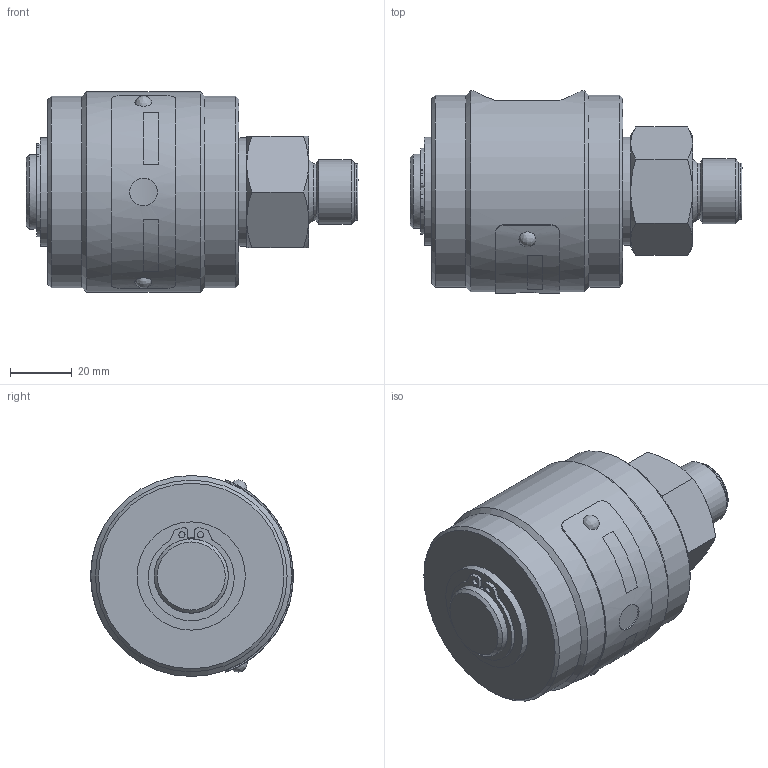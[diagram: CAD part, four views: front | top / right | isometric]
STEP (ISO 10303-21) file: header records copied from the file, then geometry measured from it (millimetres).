
FILE_DESCRIPTION (( 'STEP AP214' ), '1' );
FILE_NAME ('TUR-GSN13ACQ.STEP', '2016-08-22T13:06:28', ( '' ), ( '' ), 'SwSTEP 2.0', 'SolidWorks 2016', '' );
FILE_SCHEMA (( 'AUTOMOTIVE_DESIGN' ));
Length unit declared in the file: millimetre
Products named in the file (1): TUR-GSN13ACQ
Bounding box: 107.4 x 65.5 x 65 mm (x, y, z)
Volume: 199335.5 mm3; surface area: 40754.1 mm2
Topology: 1 solids, 1 shells, 150 faces, 353 edges, 224 vertices
Faces by surface type: cylinder 66, plane 50, cone 26, bspline 8
Full cylindrical faces by diameter (mm): 2 x2, 3 x2, 9 x1, 13 x4, 14 x1, 18.23 x2, 18.63 x1, 20.96 x1, 22.9 x1, 23 x1, 24 x1, 25 x4, 25.1 x2, 30 x5, 32.1 x2, 32.5 x2, 35 x2, 62 x2, 65 x1
Entity records: 6987 total; most frequent: CARTESIAN_POINT 3114, DIRECTION 571, ORIENTED_EDGE 562, EDGE_CURVE 281, AXIS2_PLACEMENT_3D 263, EDGE_LOOP 239, VERTEX_POINT 206, FACE_OUTER_BOUND 189
